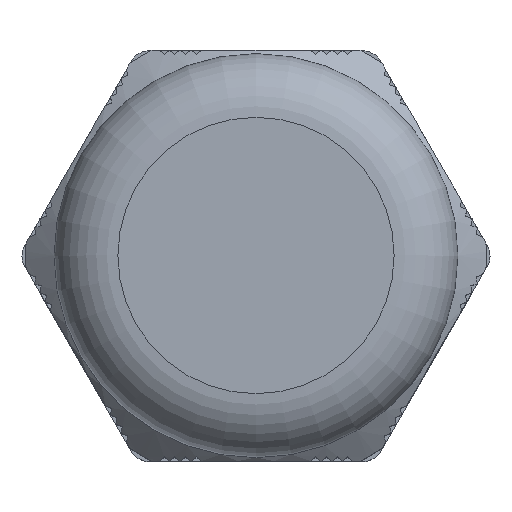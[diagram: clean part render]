
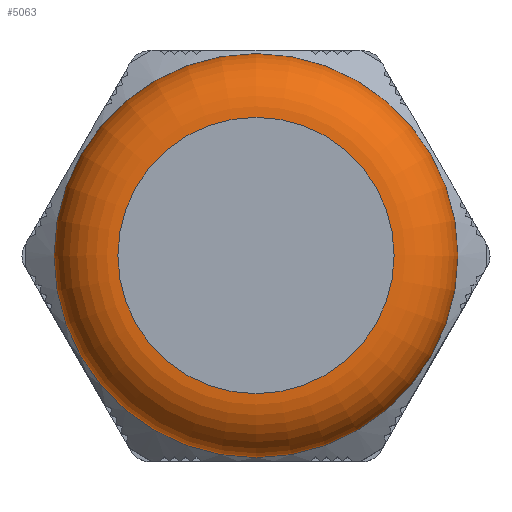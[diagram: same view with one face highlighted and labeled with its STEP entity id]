
A CAD part, top view. The second image highlights one B-rep face of the part: STEP entity #5063.
In plain terms, the highlighted toroidal (fillet/blend) face has major radius 9.75 mm and minor radius 4.5 mm.
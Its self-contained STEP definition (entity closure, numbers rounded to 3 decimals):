
#1373=CARTESIAN_POINT('',(9.75,0.,34.516));
#1374=VERTEX_POINT('',#1373);
#1375=CARTESIAN_POINT('',(0.,0.,34.516));
#1376=DIRECTION('',(0.0,0.0,-1.0));
#1377=DIRECTION('',(-1.0,0.0,0.0));
#1378=AXIS2_PLACEMENT_3D('',#1375,#1376,#1377);
#1379=CIRCLE('',#1378,9.75);
#1380=EDGE_CURVE('',#1374,#1374,#1379,.T.);
#5044=CARTESIAN_POINT('',(0.,0.,30.016));
#5045=DIRECTION('',(0.,0.,-1.0));
#5046=DIRECTION('',(-1.0,0.0,0.0));
#5047=AXIS2_PLACEMENT_3D('',#5044,#5045,#5046);
#5048=TOROIDAL_SURFACE('',#5047,9.75,4.5);
#5049=ORIENTED_EDGE('',*,*,#1380,.T.);
#5050=EDGE_LOOP('',(#5049));
#5051=FACE_OUTER_BOUND('',#5050,.T.);
#5052=CARTESIAN_POINT('',(14.25,0.,30.016));
#5053=VERTEX_POINT('',#5052);
#5054=CARTESIAN_POINT('',(0.,0.,30.016));
#5055=DIRECTION('',(0.0,0.0,1.0));
#5056=DIRECTION('',(-1.0,0.0,0.0));
#5057=AXIS2_PLACEMENT_3D('',#5054,#5055,#5056);
#5058=CIRCLE('',#5057,14.25);
#5059=EDGE_CURVE('',#5053,#5053,#5058,.T.);
#5060=ORIENTED_EDGE('',*,*,#5059,.T.);
#5061=EDGE_LOOP('',(#5060));
#5062=FACE_BOUND('',#5061,.T.);
#5063=ADVANCED_FACE('',(#5051,#5062),#5048,.T.);
